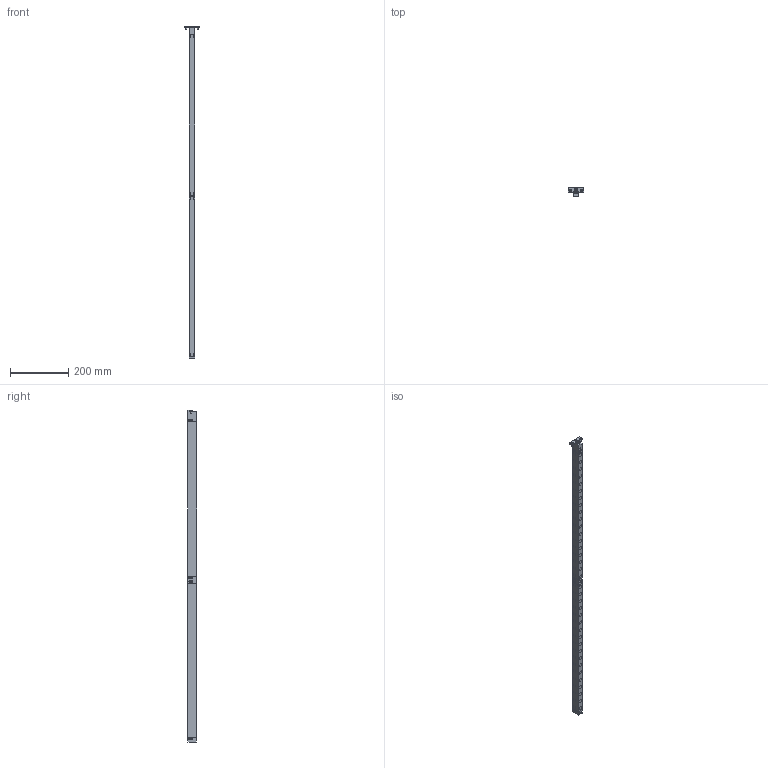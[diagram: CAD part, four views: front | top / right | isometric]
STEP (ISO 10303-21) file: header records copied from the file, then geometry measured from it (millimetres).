
FILE_DESCRIPTION(/* description */ ('DIE LIFTER'),/* implementation_level */ '2;1');
FILE_NAME(/* name */ 'EHB18-36.stp',/* time_stamp */ '2019-11-20T15:14:44+08:00',/* author */ ('yue.yang'),/* organization */ (''),/* preprocessor_version */ 'ST-DEVELOPER v17',/* originating_system */ 'Autodesk Inventor 2019',/* authorisation */ '');
FILE_SCHEMA (('AUTOMOTIVE_DESIGN { 1 0 10303 214 3 1 1 }'));
Length unit declared in the file: millimetre
Products named in the file (2): EHB18-36; EHB18-36_Substitute_1
Assembly tree (1 placements, depth 2):
  EHB18-36
    EHB18-36_Substitute_1
Bounding box: 52 x 31.46 x 1138 mm (x, y, z)
Volume: 471311.2 mm3; surface area: 230664.9 mm2
Topology: 73 solids, 73 shells, 1170 faces, 3473 edges, 2486 vertices
Faces by surface type: plane 440, cylinder 352, torus 184, cone 158, sphere 36
Full cylindrical faces by diameter (mm): 3 x1, 4 x2, 4.3 x2, 5 x54, 6.647 x2, 7.5 x1, 8 x3, 8.566 x1, 10 x5, 10.2 x36, 10.5 x1, 12.05 x36, 13.5 x36, 13.55 x36, 15.55 x36, 15.7 x64
Entity records: 45362 total; most frequent: CARTESIAN_POINT 10338, DIRECTION 7807, ORIENTED_EDGE 6774, AXIS2_PLACEMENT_3D 3442, EDGE_CURVE 3387, VERTEX_POINT 2486, CIRCLE 2269, EDGE_LOOP 1505
